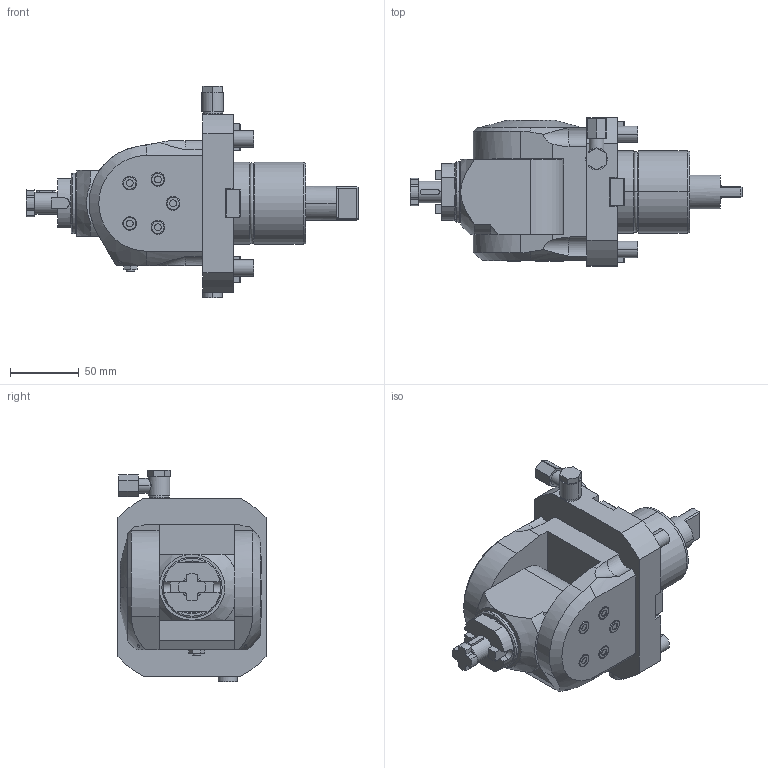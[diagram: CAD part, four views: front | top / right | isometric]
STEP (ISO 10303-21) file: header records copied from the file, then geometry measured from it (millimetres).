
FILE_DESCRIPTION((''),'2;1');
FILE_NAME('GDW0041617_CONF','2024-12-17T10:39:42',('fpalella'),('M.T. srl'),'CREO PARAMETRIC BY PTC INC, 2023352','CREO PARAMETRIC BY PTC INC, 2023352','');
FILE_SCHEMA(('CONFIG_CONTROL_DESIGN'));
Length unit declared in the file: millimetre
Products named in the file (1): GDW0041617_CONF
Bounding box: 242 x 108 x 154.5 mm (x, y, z)
Volume: 1094594.9 mm3; surface area: 106287.2 mm2
Topology: 1 solids, 1 shells, 423 faces, 1082 edges, 685 vertices
Faces by surface type: plane 250, cylinder 117, cone 30, torus 22, sphere 2, extrusion 2
Entity records: 13880 total; most frequent: CARTESIAN_POINT 3440, DIRECTION 2173, ORIENTED_EDGE 2164, EDGE_CURVE 1082, AXIS2_PLACEMENT_3D 751, VERTEX_POINT 685, VECTOR 671, LINE 669
